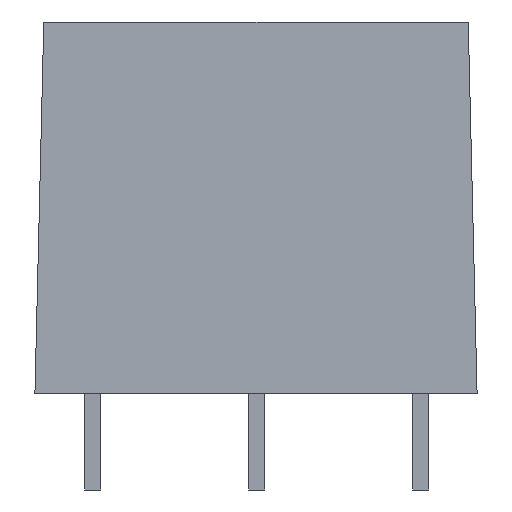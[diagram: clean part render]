
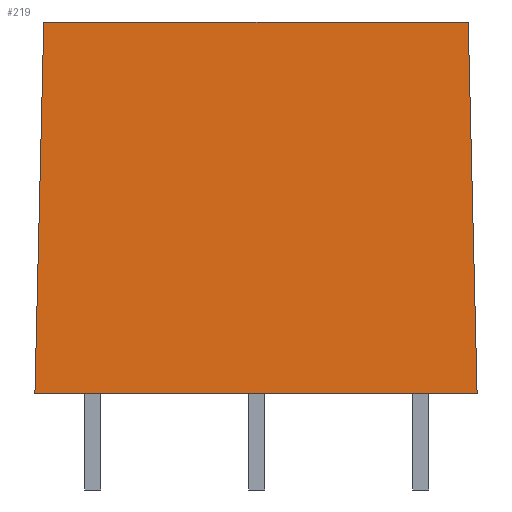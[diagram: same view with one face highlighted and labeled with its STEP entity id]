
A CAD part, left-side view. The second image highlights one B-rep face of the part: STEP entity #219.
In plain terms, the highlighted planar face has unit normal (-1, 0, 0.033).
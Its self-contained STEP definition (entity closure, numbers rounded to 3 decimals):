
#21 = EDGE_CURVE('',#22,#24,#26,.T.);
#22 = VERTEX_POINT('',#23);
#23 = CARTESIAN_POINT('',(-2.64,-2.95,23.));
#24 = VERTEX_POINT('',#25);
#25 = CARTESIAN_POINT('',(-2.64,23.35,23.));
#26 = LINE('',#27,#28);
#27 = CARTESIAN_POINT('',(-2.64,-2.95,23.));
#28 = VECTOR('',#29,1.);
#29 = DIRECTION('',(0.,1.,0.));
#219 = ADVANCED_FACE('',(#220),#245,.F.);
#220 = FACE_BOUND('',#221,.F.);
#221 = EDGE_LOOP('',(#222,#223,#231,#239));
#222 = ORIENTED_EDGE('',*,*,#21,.F.);
#223 = ORIENTED_EDGE('',*,*,#224,.F.);
#224 = EDGE_CURVE('',#225,#22,#227,.T.);
#225 = VERTEX_POINT('',#226);
#226 = CARTESIAN_POINT('',(-3.39,-3.5,0.));
#227 = LINE('',#228,#229);
#228 = CARTESIAN_POINT('',(-3.39,-3.5,0.));
#229 = VECTOR('',#230,1.);
#230 = DIRECTION('',(0.033,0.024,
    0.999));
#231 = ORIENTED_EDGE('',*,*,#232,.F.);
#232 = EDGE_CURVE('',#233,#225,#235,.T.);
#233 = VERTEX_POINT('',#234);
#234 = CARTESIAN_POINT('',(-3.39,23.9,0.));
#235 = LINE('',#236,#237);
#236 = CARTESIAN_POINT('',(-3.39,23.9,0.));
#237 = VECTOR('',#238,1.);
#238 = DIRECTION('',(0.,-1.,0.));
#239 = ORIENTED_EDGE('',*,*,#240,.T.);
#240 = EDGE_CURVE('',#233,#24,#241,.T.);
#241 = LINE('',#242,#243);
#242 = CARTESIAN_POINT('',(-3.39,23.9,0.));
#243 = VECTOR('',#244,1.);
#244 = DIRECTION('',(0.033,-0.024,
    0.999));
#245 = PLANE('',#246);
#246 = AXIS2_PLACEMENT_3D('',#247,#248,#249);
#247 = CARTESIAN_POINT('',(-3.019,10.2,11.373));
#248 = DIRECTION('',(0.999,0.,-0.033));
#249 = DIRECTION('',(0.033,0.,0.999));
